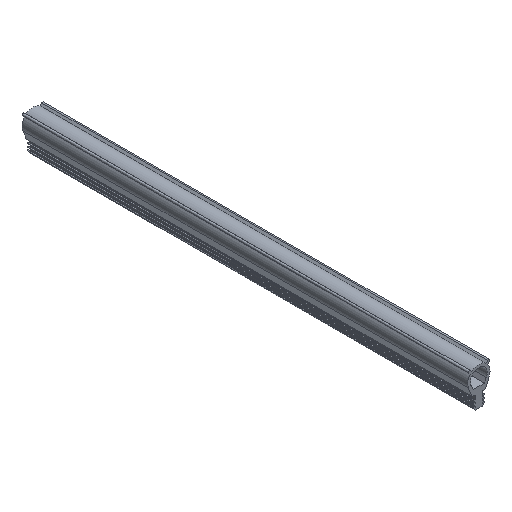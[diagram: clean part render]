
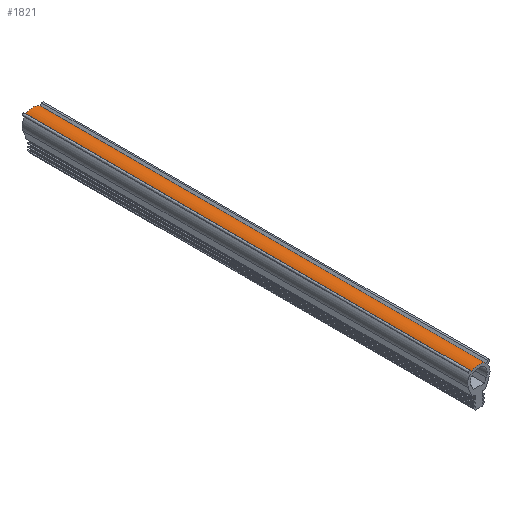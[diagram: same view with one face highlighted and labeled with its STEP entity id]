
A CAD part, isometric view. The second image highlights one B-rep face of the part: STEP entity #1821.
In plain terms, the highlighted free-form (B-spline) face has degree [1, 2] with [2, 3] control points.
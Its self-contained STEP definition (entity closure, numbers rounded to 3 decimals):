
#49=CARTESIAN_POINT('',(3.164,0.0,15.871));
#50=VERTEX_POINT('',#49);
#51=CARTESIAN_POINT('',(-3.164,0.0,15.871));
#52=VERTEX_POINT('',#51);
#53=CARTESIAN_POINT('',(3.164,0.0,15.871));
#54=CARTESIAN_POINT('',(0.,0.0,18.458));
#55=CARTESIAN_POINT('',(-3.164,0.0,15.871));
#63=(BOUNDED_CURVE()B_SPLINE_CURVE(2,(#53,#54,#55),.UNSPECIFIED.,.F.,.U.)CURVE()GEOMETRIC_REPRESENTATION_ITEM()QUASI_UNIFORM_CURVE()RATIONAL_B_SPLINE_CURVE((1.0,0.774,1.0))REPRESENTATION_ITEM(''));
#64=EDGE_CURVE('',#50,#52,#63,.T.);
#503=CARTESIAN_POINT('',(3.164,200.0,15.871));
#504=VERTEX_POINT('',#503);
#505=CARTESIAN_POINT('',(-3.164,200.0,15.871));
#506=VERTEX_POINT('',#505);
#507=CARTESIAN_POINT('',(3.164,200.0,15.871));
#508=CARTESIAN_POINT('',(0.,200.0,18.458));
#509=CARTESIAN_POINT('',(-3.164,200.0,15.871));
#517=(BOUNDED_CURVE()B_SPLINE_CURVE(2,(#507,#508,#509),.UNSPECIFIED.,.F.,.U.)CURVE()GEOMETRIC_REPRESENTATION_ITEM()QUASI_UNIFORM_CURVE()RATIONAL_B_SPLINE_CURVE((1.0,0.774,1.0))REPRESENTATION_ITEM(''));
#518=EDGE_CURVE('',#504,#506,#517,.T.);
#964=CARTESIAN_POINT('',(3.164,200.0,15.871));
#965=CARTESIAN_POINT('',(3.164,0.0,15.871));
#966=QUASI_UNIFORM_CURVE('',1,(#964,#965),.UNSPECIFIED.,.F.,.U.);
#967=EDGE_CURVE('',#504,#50,#966,.T.);
#1791=CARTESIAN_POINT('',(-3.164,200.0,15.871));
#1792=CARTESIAN_POINT('',(-3.164,0.0,15.871));
#1793=QUASI_UNIFORM_CURVE('',1,(#1791,#1792),.UNSPECIFIED.,.F.,.U.);
#1794=EDGE_CURVE('',#506,#52,#1793,.T.);
#1801=CARTESIAN_POINT('',(-3.296,205.0,15.76));
#1802=CARTESIAN_POINT('',(-3.296,-5.125,15.76));
#1803=CARTESIAN_POINT('',(0.096,205.,18.733));
#1804=CARTESIAN_POINT('',(0.096,-5.125,18.733));
#1805=CARTESIAN_POINT('',(3.402,205.0,15.664));
#1806=CARTESIAN_POINT('',(3.402,-5.125,15.664));
#1814=(BOUNDED_SURFACE()B_SPLINE_SURFACE(1,2,((#1801,#1803,#1805),(#1802,#1804,#1806)),.UNSPECIFIED.,.F.,.F.,.U.)B_SPLINE_SURFACE_WITH_KNOTS((2,2),(3,3),(0.0,210.125),(0.0,7.688),.UNSPECIFIED.)GEOMETRIC_REPRESENTATION_ITEM()RATIONAL_B_SPLINE_SURFACE(((1.0,0.74,0.994),(1.0,0.74,0.994)))REPRESENTATION_ITEM('')SURFACE());
#1815=ORIENTED_EDGE('',*,*,#64,.F.);
#1816=ORIENTED_EDGE('',*,*,#967,.F.);
#1817=ORIENTED_EDGE('',*,*,#518,.T.);
#1818=ORIENTED_EDGE('',*,*,#1794,.T.);
#1819=EDGE_LOOP('',(#1815,#1816,#1817,#1818));
#1820=FACE_OUTER_BOUND('',#1819,.T.);
#1821=ADVANCED_FACE('',(#1820),#1814,.T.);
